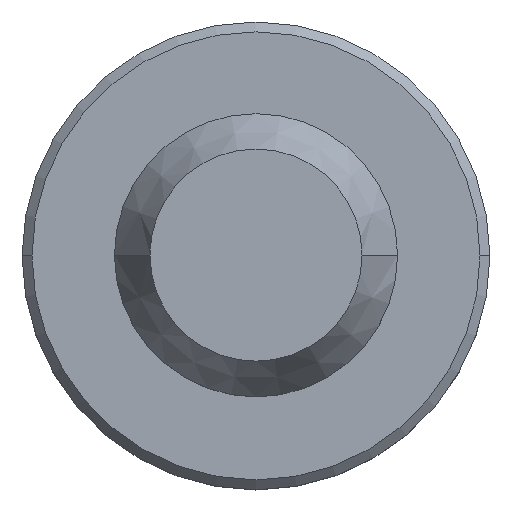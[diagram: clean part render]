
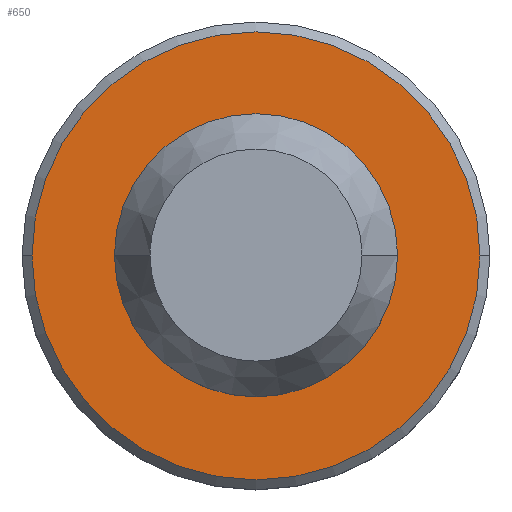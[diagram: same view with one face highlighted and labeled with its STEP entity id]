
A CAD part, top view. The second image highlights one B-rep face of the part: STEP entity #650.
In plain terms, the highlighted planar face has unit normal (0, 0, 1).
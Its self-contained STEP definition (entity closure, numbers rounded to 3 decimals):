
#13 = AXIS2_PLACEMENT_3D ( 'NONE', #435, #1027, #511 ) ;
#20 = EDGE_LOOP ( 'NONE', ( #696, #105 ) ) ;
#73 = DIRECTION ( 'NONE',  ( 1., 0., 0. ) ) ;
#85 = DIRECTION ( 'NONE',  ( 1., 0., 0. ) ) ;
#105 = ORIENTED_EDGE ( 'NONE', *, *, #1041, .T. ) ;
#111 = CARTESIAN_POINT ( 'NONE',  ( 10.5, 0., -35. ) ) ;
#134 = DIRECTION ( 'NONE',  ( 0., 0., 1. ) ) ;
#289 = CARTESIAN_POINT ( 'NONE',  ( -10.5, 0., -35. ) ) ;
#311 = CIRCLE ( 'NONE', #525, 10.5 ) ;
#356 = VERTEX_POINT ( 'NONE', #401 ) ;
#366 = AXIS2_PLACEMENT_3D ( 'NONE', #550, #557, #982 ) ;
#370 = CARTESIAN_POINT ( 'NONE',  ( -18.2, 0., -35. ) ) ;
#401 = CARTESIAN_POINT ( 'NONE',  ( 18.2, 0., -35. ) ) ;
#433 = EDGE_LOOP ( 'NONE', ( #654, #1086 ) ) ;
#435 = CARTESIAN_POINT ( 'NONE',  ( 0., 0., -35. ) ) ;
#442 = FACE_OUTER_BOUND ( 'NONE', #20, .T. ) ;
#447 = CARTESIAN_POINT ( 'NONE',  ( 0., 0., -35. ) ) ;
#490 = DIRECTION ( 'NONE',  ( 0., 0., 1. ) ) ;
#511 = DIRECTION ( 'NONE',  ( 1., 0., 0. ) ) ;
#525 = AXIS2_PLACEMENT_3D ( 'NONE', #1000, #490, #1007 ) ;
#527 = CIRCLE ( 'NONE', #590, 18.2 ) ;
#550 = CARTESIAN_POINT ( 'NONE',  ( 0., 10.5, -35. ) ) ;
#557 = DIRECTION ( 'NONE',  ( 0., 0., -1. ) ) ;
#590 = AXIS2_PLACEMENT_3D ( 'NONE', #447, #134, #73 ) ;
#603 = EDGE_CURVE ( 'NONE', #675, #760, #311, .T. ) ;
#614 = DIRECTION ( 'NONE',  ( 0., 0., 1. ) ) ;
#650 = ADVANCED_FACE ( 'NONE', ( #657, #442 ), #923, .F. ) ;
#654 = ORIENTED_EDGE ( 'NONE', *, *, #926, .F. ) ;
#657 = FACE_BOUND ( 'NONE', #433, .T. ) ;
#675 = VERTEX_POINT ( 'NONE', #289 ) ;
#696 = ORIENTED_EDGE ( 'NONE', *, *, #996, .T. ) ;
#760 = VERTEX_POINT ( 'NONE', #111 ) ;
#923 = PLANE ( 'NONE',  #366 ) ;
#926 = EDGE_CURVE ( 'NONE', #760, #675, #1019, .T. ) ;
#956 = AXIS2_PLACEMENT_3D ( 'NONE', #1144, #614, #85 ) ;
#982 = DIRECTION ( 'NONE',  ( -1., 0., 0. ) ) ;
#996 = EDGE_CURVE ( 'NONE', #1025, #356, #527, .T. ) ;
#1000 = CARTESIAN_POINT ( 'NONE',  ( 0., 0., -35. ) ) ;
#1007 = DIRECTION ( 'NONE',  ( 1., 0., 0. ) ) ;
#1019 = CIRCLE ( 'NONE', #13, 10.5 ) ;
#1025 = VERTEX_POINT ( 'NONE', #370 ) ;
#1027 = DIRECTION ( 'NONE',  ( 0., 0., 1. ) ) ;
#1041 = EDGE_CURVE ( 'NONE', #356, #1025, #1113, .T. ) ;
#1086 = ORIENTED_EDGE ( 'NONE', *, *, #603, .F. ) ;
#1113 = CIRCLE ( 'NONE', #956, 18.2 ) ;
#1144 = CARTESIAN_POINT ( 'NONE',  ( 0., 0., -35. ) ) ;
